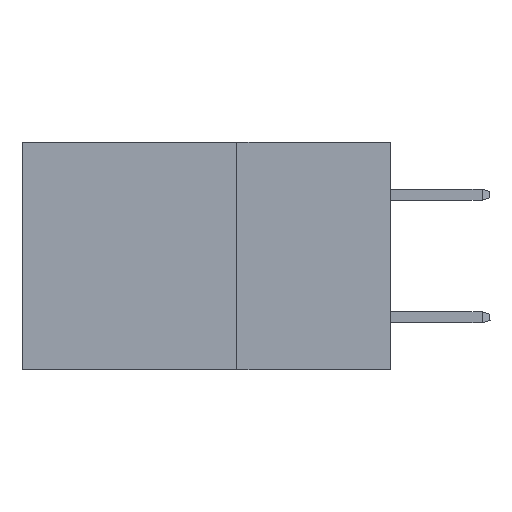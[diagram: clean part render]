
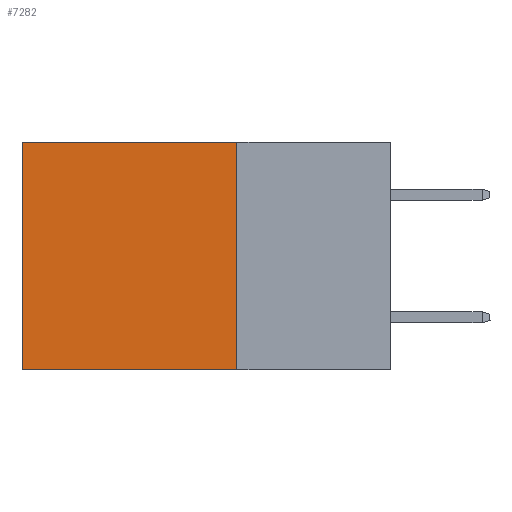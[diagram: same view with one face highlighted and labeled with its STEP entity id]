
A CAD part, left-side view. The second image highlights one B-rep face of the part: STEP entity #7282.
In plain terms, the highlighted planar face has unit normal (-1, 0, 0).
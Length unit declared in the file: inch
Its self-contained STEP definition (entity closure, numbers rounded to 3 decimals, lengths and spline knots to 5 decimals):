
#1582 = DIRECTION ( 'NONE',  ( 1., 0., 0. ) ) ;
#4169 = VECTOR ( 'NONE', #19835, 39.37008 ) ;
#6664 = CARTESIAN_POINT ( 'NONE',  ( 0.2875, 0.25, -0.37 ) ) ;
#7282 = ADVANCED_FACE ( 'NONE', ( #23365 ), #33308, .F. ) ;
#7593 = VECTOR ( 'NONE', #21628, 39.37008 ) ;
#7644 = DIRECTION ( 'NONE',  ( 0., 1., 0. ) ) ;
#7795 = CARTESIAN_POINT ( 'NONE',  ( 0.2875, 0.25, 0. ) ) ;
#8580 = CARTESIAN_POINT ( 'NONE',  ( 0.2875, 0.6, 0. ) ) ;
#9461 = VERTEX_POINT ( 'NONE', #21173 ) ;
#10842 = ORIENTED_EDGE ( 'NONE', *, *, #22718, .F. ) ;
#13119 = CARTESIAN_POINT ( 'NONE',  ( 0.2875, 0.6, 0. ) ) ;
#14013 = VECTOR ( 'NONE', #34891, 39.37008 ) ;
#14131 = EDGE_CURVE ( 'NONE', #33997, #34459, #26034, .T. ) ;
#16386 = CARTESIAN_POINT ( 'NONE',  ( 0.2875, 0.25, 0. ) ) ;
#16887 = CARTESIAN_POINT ( 'NONE',  ( 0.2875, 0.25, 0. ) ) ;
#17738 = ORIENTED_EDGE ( 'NONE', *, *, #14131, .T. ) ;
#17772 = ORIENTED_EDGE ( 'NONE', *, *, #22379, .F. ) ;
#19835 = DIRECTION ( 'NONE',  ( 0., 0., -1. ) ) ;
#21173 = CARTESIAN_POINT ( 'NONE',  ( 0.2875, 0.25, -0.37 ) ) ;
#21628 = DIRECTION ( 'NONE',  ( 0., 1., 0. ) ) ;
#22379 = EDGE_CURVE ( 'NONE', #26651, #9461, #23087, .T. ) ;
#22718 = EDGE_CURVE ( 'NONE', #9461, #34459, #30510, .T. ) ;
#23087 = LINE ( 'NONE', #16386, #4169 ) ;
#23365 = FACE_OUTER_BOUND ( 'NONE', #35705, .T. ) ;
#24444 = DIRECTION ( 'NONE',  ( 0., 0., -1. ) ) ;
#26034 = LINE ( 'NONE', #8580, #14013 ) ;
#26651 = VERTEX_POINT ( 'NONE', #7795 ) ;
#28125 = CARTESIAN_POINT ( 'NONE',  ( 0.2875, 0.25, 0. ) ) ;
#30341 = VECTOR ( 'NONE', #7644, 39.37008 ) ;
#30510 = LINE ( 'NONE', #6664, #30341 ) ;
#33308 = PLANE ( 'NONE',  #37796 ) ;
#33997 = VERTEX_POINT ( 'NONE', #13119 ) ;
#34459 = VERTEX_POINT ( 'NONE', #40633 ) ;
#34891 = DIRECTION ( 'NONE',  ( 0., 0., -1. ) ) ;
#35705 = EDGE_LOOP ( 'NONE', ( #17738, #10842, #17772, #41745 ) ) ;
#37796 = AXIS2_PLACEMENT_3D ( 'NONE', #16887, #1582, #24444 ) ;
#38907 = EDGE_CURVE ( 'NONE', #26651, #33997, #41258, .T. ) ;
#40633 = CARTESIAN_POINT ( 'NONE',  ( 0.2875, 0.6, -0.37 ) ) ;
#41258 = LINE ( 'NONE', #28125, #7593 ) ;
#41745 = ORIENTED_EDGE ( 'NONE', *, *, #38907, .T. ) ;
